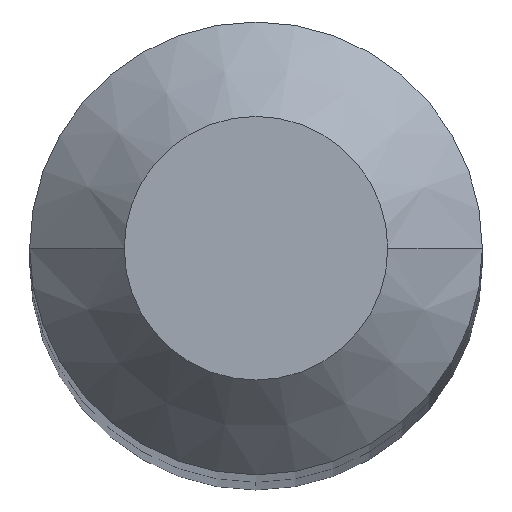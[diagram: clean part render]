
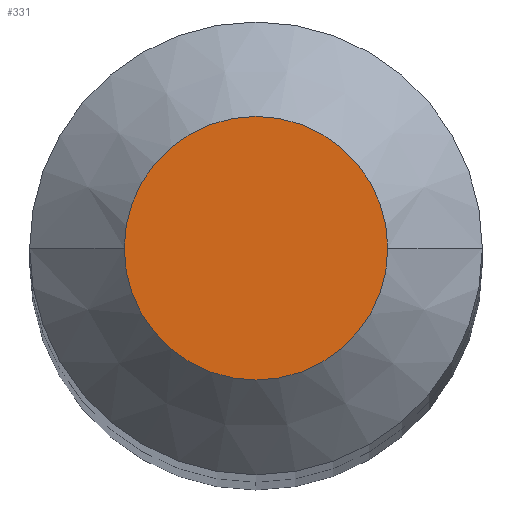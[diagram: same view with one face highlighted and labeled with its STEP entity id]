
A CAD part, top view. The second image highlights one B-rep face of the part: STEP entity #331.
In plain terms, the highlighted planar face has unit normal (0, 0, 1).
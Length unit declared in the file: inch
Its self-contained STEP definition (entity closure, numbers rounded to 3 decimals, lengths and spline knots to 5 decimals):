
#1 = DIRECTION ( 'NONE',  ( 0., 0., 1. ) ) ;
#4 = FACE_OUTER_BOUND ( 'NONE', #228, .T. ) ;
#14 = ORIENTED_EDGE ( 'NONE', *, *, #270, .T. ) ;
#19 = AXIS2_PLACEMENT_3D ( 'NONE', #356, #363, #93 ) ;
#32 = CARTESIAN_POINT ( 'NONE',  ( -0.04355, 0., 0. ) ) ;
#78 = AXIS2_PLACEMENT_3D ( 'NONE', #176, #1, #239 ) ;
#93 = DIRECTION ( 'NONE',  ( -1., 0., 0. ) ) ;
#124 = DIRECTION ( 'NONE',  ( 0., 0., 1. ) ) ;
#138 = VERTEX_POINT ( 'NONE', #351 ) ;
#160 = EDGE_CURVE ( 'NONE', #138, #193, #348, .T. ) ;
#176 = CARTESIAN_POINT ( 'NONE',  ( 0., 0., 0. ) ) ;
#193 = VERTEX_POINT ( 'NONE', #32 ) ;
#198 = ORIENTED_EDGE ( 'NONE', *, *, #160, .T. ) ;
#226 = CIRCLE ( 'NONE', #378, 0.04355 ) ;
#228 = EDGE_LOOP ( 'NONE', ( #14, #198 ) ) ;
#239 = DIRECTION ( 'NONE',  ( 1., 0., 0. ) ) ;
#270 = EDGE_CURVE ( 'NONE', #193, #138, #226, .T. ) ;
#272 = DIRECTION ( 'NONE',  ( 1., 0., 0. ) ) ;
#299 = PLANE ( 'NONE',  #19 ) ;
#300 = CARTESIAN_POINT ( 'NONE',  ( 0., 0., 0. ) ) ;
#331 = ADVANCED_FACE ( 'NONE', ( #4 ), #299, .F. ) ;
#348 = CIRCLE ( 'NONE', #78, 0.04355 ) ;
#351 = CARTESIAN_POINT ( 'NONE',  ( 0.04355, 0., 0. ) ) ;
#356 = CARTESIAN_POINT ( 'NONE',  ( 0., 0., 0. ) ) ;
#363 = DIRECTION ( 'NONE',  ( 0., 0., -1. ) ) ;
#378 = AXIS2_PLACEMENT_3D ( 'NONE', #300, #124, #272 ) ;
